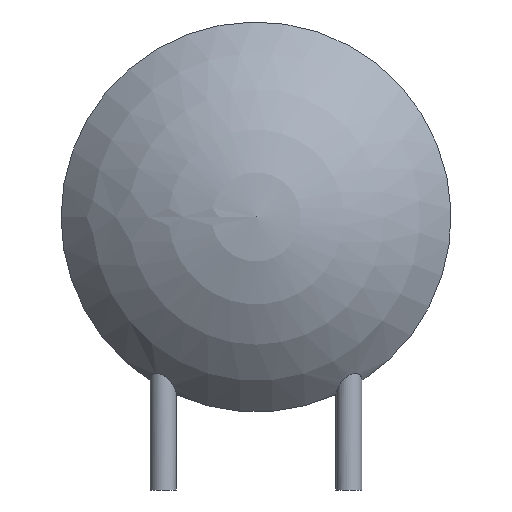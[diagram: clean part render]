
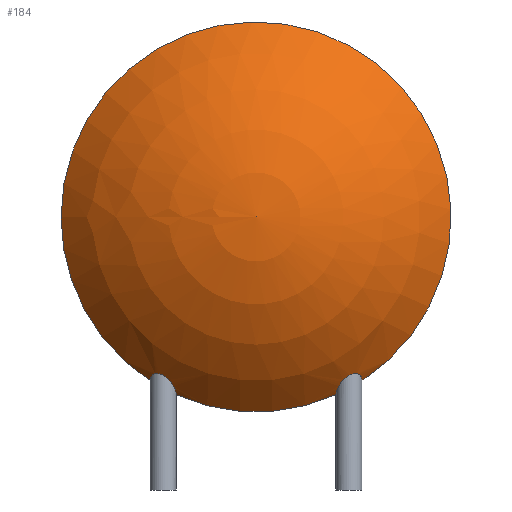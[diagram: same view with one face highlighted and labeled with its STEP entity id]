
A CAD part, front view. The second image highlights one B-rep face of the part: STEP entity #184.
In plain terms, the highlighted spherical face has radius 6.763 mm.
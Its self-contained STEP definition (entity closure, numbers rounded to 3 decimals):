
#51 = VERTEX_POINT('',#52);
#52 = CARTESIAN_POINT('',(-2.5,-0.35,1.083));
#58 = EDGE_CURVE('',#51,#59,#61,.T.);
#59 = VERTEX_POINT('',#60);
#60 = CARTESIAN_POINT('',(-2.15,0.,0.56));
#61 = B_SPLINE_CURVE_WITH_KNOTS('',7,(#62,#63,#64,#65,#66,#67,#68,#69,
#70,#71,#72,#73,#74,#75,#76,#77,#78,#79,#80,#81),.UNSPECIFIED.,.F.,
.F.,(8,6,6,8),(0.,0.248,0.628,1.),.UNSPECIFIED.);
#62 = CARTESIAN_POINT('',(-2.5,-0.35,1.083));
#63 = CARTESIAN_POINT('',(-2.476,-0.35,1.069)
);
#64 = CARTESIAN_POINT('',(-2.452,-0.348,1.053
));
#65 = CARTESIAN_POINT('',(-2.43,-0.344,1.037
));
#66 = CARTESIAN_POINT('',(-2.409,-0.339,1.02
));
#67 = CARTESIAN_POINT('',(-2.389,-0.333,1.002)
);
#68 = CARTESIAN_POINT('',(-2.37,-0.326,0.984
));
#69 = CARTESIAN_POINT('',(-2.324,-0.304,0.937
));
#70 = CARTESIAN_POINT('',(-2.299,-0.289,0.907
));
#71 = CARTESIAN_POINT('',(-2.275,-0.271,0.878
));
#72 = CARTESIAN_POINT('',(-2.254,-0.252,0.848)
);
#73 = CARTESIAN_POINT('',(-2.235,-0.231,0.818
));
#74 = CARTESIAN_POINT('',(-2.218,-0.209,0.787
));
#75 = CARTESIAN_POINT('',(-2.189,-0.163,0.728)
);
#76 = CARTESIAN_POINT('',(-2.177,-0.138,0.699
));
#77 = CARTESIAN_POINT('',(-2.166,-0.113,0.67)
);
#78 = CARTESIAN_POINT('',(-2.158,-0.086,
0.642));
#79 = CARTESIAN_POINT('',(-2.153,-0.058,
0.614));
#80 = CARTESIAN_POINT('',(-2.15,-0.03,0.587));
#81 = CARTESIAN_POINT('',(-2.15,0.,0.56));
#84 = VERTEX_POINT('',#85);
#85 = CARTESIAN_POINT('',(-2.85,0.,0.941));
#139 = EDGE_CURVE('',#84,#51,#140,.T.);
#140 = B_SPLINE_CURVE_WITH_KNOTS('',8,(#141,#142,#143,#144,#145,#146,
#147,#148,#149,#150,#151,#152,#153,#154,#155,#156,#157,#158,#159,
#160,#161,#162,#163,#164,#165,#166,#167,#168,#169,#170,#171,#172,
#173,#174,#175,#176,#177),.UNSPECIFIED.,.F.,.F.,(9,7,7,7,7,9),(0.,
0.258,0.437,0.691,0.836,1.),
.UNSPECIFIED.);
#141 = CARTESIAN_POINT('',(-2.85,0.,0.941));
#142 = CARTESIAN_POINT('',(-2.85,-0.013,0.953));
#143 = CARTESIAN_POINT('',(-2.849,-0.026,
0.966));
#144 = CARTESIAN_POINT('',(-2.848,-0.039,
0.978));
#145 = CARTESIAN_POINT('',(-2.847,-0.053,
0.99));
#146 = CARTESIAN_POINT('',(-2.844,-0.067,
1.003));
#147 = CARTESIAN_POINT('',(-2.841,-0.081,
1.015));
#148 = CARTESIAN_POINT('',(-2.837,-0.096,
1.027));
#149 = CARTESIAN_POINT('',(-2.829,-0.121,
1.047));
#150 = CARTESIAN_POINT('',(-2.825,-0.131,1.055
));
#151 = CARTESIAN_POINT('',(-2.82,-0.142,
1.063));
#152 = CARTESIAN_POINT('',(-2.816,-0.152,
1.07));
#153 = CARTESIAN_POINT('',(-2.81,-0.163,
1.078));
#154 = CARTESIAN_POINT('',(-2.805,-0.173,1.085
));
#155 = CARTESIAN_POINT('',(-2.799,-0.183,
1.091));
#156 = CARTESIAN_POINT('',(-2.782,-0.208,
1.106));
#157 = CARTESIAN_POINT('',(-2.771,-0.222,1.115
));
#158 = CARTESIAN_POINT('',(-2.759,-0.237,
1.122));
#159 = CARTESIAN_POINT('',(-2.745,-0.252,
1.129));
#160 = CARTESIAN_POINT('',(-2.728,-0.268,
1.135));
#161 = CARTESIAN_POINT('',(-2.71,-0.282,
1.139));
#162 = CARTESIAN_POINT('',(-2.689,-0.296,
1.14));
#163 = CARTESIAN_POINT('',(-2.655,-0.314,
1.138));
#164 = CARTESIAN_POINT('',(-2.643,-0.32,
1.137));
#165 = CARTESIAN_POINT('',(-2.631,-0.325,
1.135));
#166 = CARTESIAN_POINT('',(-2.62,-0.329,1.133
));
#167 = CARTESIAN_POINT('',(-2.609,-0.333,
1.13));
#168 = CARTESIAN_POINT('',(-2.599,-0.336,1.127
));
#169 = CARTESIAN_POINT('',(-2.589,-0.339,
1.124));
#170 = CARTESIAN_POINT('',(-2.568,-0.344,1.117)
);
#171 = CARTESIAN_POINT('',(-2.557,-0.346,
1.112));
#172 = CARTESIAN_POINT('',(-2.547,-0.347,
1.108));
#173 = CARTESIAN_POINT('',(-2.537,-0.348,
1.103));
#174 = CARTESIAN_POINT('',(-2.527,-0.349,
1.098));
#175 = CARTESIAN_POINT('',(-2.518,-0.35,
1.093));
#176 = CARTESIAN_POINT('',(-2.509,-0.35,
1.088));
#177 = CARTESIAN_POINT('',(-2.5,-0.35,1.083));
#184 = ADVANCED_FACE('',(#185),#280,.T.);
#185 = FACE_BOUND('',#186,.T.);
#186 = EDGE_LOOP('',(#187,#198,#205,#206,#207,#216,#272,#279));
#187 = ORIENTED_EDGE('',*,*,#188,.F.);
#188 = EDGE_CURVE('',#189,#191,#193,.T.);
#189 = VERTEX_POINT('',#190);
#190 = CARTESIAN_POINT('',(-5.25,0.,5.35));
#191 = VERTEX_POINT('',#192);
#192 = CARTESIAN_POINT('',(0.,-2.5,5.35));
#193 = CIRCLE('',#194,6.763);
#194 = AXIS2_PLACEMENT_3D('',#195,#196,#197);
#195 = CARTESIAN_POINT('',(0.,4.263,5.35));
#196 = DIRECTION('',(0.,0.,1.));
#197 = DIRECTION('',(-0.776,-0.63,0.));
#198 = ORIENTED_EDGE('',*,*,#199,.T.);
#199 = EDGE_CURVE('',#189,#84,#200,.T.);
#200 = CIRCLE('',#201,5.25);
#201 = AXIS2_PLACEMENT_3D('',#202,#203,#204);
#202 = CARTESIAN_POINT('',(0.,0.,5.35));
#203 = DIRECTION('',(0.,-1.,0.));
#204 = DIRECTION('',(-1.,0.,0.));
#205 = ORIENTED_EDGE('',*,*,#139,.T.);
#206 = ORIENTED_EDGE('',*,*,#58,.T.);
#207 = ORIENTED_EDGE('',*,*,#208,.T.);
#208 = EDGE_CURVE('',#59,#209,#211,.T.);
#209 = VERTEX_POINT('',#210);
#210 = CARTESIAN_POINT('',(2.15,0.,0.56));
#211 = CIRCLE('',#212,5.25);
#212 = AXIS2_PLACEMENT_3D('',#213,#214,#215);
#213 = CARTESIAN_POINT('',(0.,0.,5.35));
#214 = DIRECTION('',(0.,-1.,0.));
#215 = DIRECTION('',(-1.,0.,0.));
#216 = ORIENTED_EDGE('',*,*,#217,.T.);
#217 = EDGE_CURVE('',#209,#218,#220,.T.);
#218 = VERTEX_POINT('',#219);
#219 = CARTESIAN_POINT('',(2.85,0.,0.941));
#220 = B_SPLINE_CURVE_WITH_KNOTS('',8,(#221,#222,#223,#224,#225,#226,
#227,#228,#229,#230,#231,#232,#233,#234,#235,#236,#237,#238,#239,
#240,#241,#242,#243,#244,#245,#246,#247,#248,#249,#250,#251,#252,
#253,#254,#255,#256,#257,#258,#259,#260,#261,#262,#263,#264,#265,
#266,#267,#268,#269,#270,#271),.UNSPECIFIED.,.F.,.F.,(9,7,7,7,7,7,7,
9),(0.,0.198,0.391,0.548,0.684,
0.747,0.865,1.),.UNSPECIFIED.);
#221 = CARTESIAN_POINT('',(2.15,0.,0.56));
#222 = CARTESIAN_POINT('',(2.15,-0.02,0.578));
#223 = CARTESIAN_POINT('',(2.151,-0.04,
0.597));
#224 = CARTESIAN_POINT('',(2.154,-0.059,
0.615));
#225 = CARTESIAN_POINT('',(2.158,-0.078,
0.634));
#226 = CARTESIAN_POINT('',(2.163,-0.097,
0.654));
#227 = CARTESIAN_POINT('',(2.169,-0.115,0.674)
);
#228 = CARTESIAN_POINT('',(2.176,-0.133,0.694
));
#229 = CARTESIAN_POINT('',(2.192,-0.168,0.735
));
#230 = CARTESIAN_POINT('',(2.202,-0.185,0.756)
);
#231 = CARTESIAN_POINT('',(2.212,-0.201,0.776)
);
#232 = CARTESIAN_POINT('',(2.224,-0.217,0.798)
);
#233 = CARTESIAN_POINT('',(2.236,-0.232,0.819
));
#234 = CARTESIAN_POINT('',(2.251,-0.247,0.841
));
#235 = CARTESIAN_POINT('',(2.266,-0.261,0.863
));
#236 = CARTESIAN_POINT('',(2.297,-0.286,0.903
));
#237 = CARTESIAN_POINT('',(2.312,-0.296,0.922
));
#238 = CARTESIAN_POINT('',(2.327,-0.306,0.94)
);
#239 = CARTESIAN_POINT('',(2.344,-0.315,0.959
));
#240 = CARTESIAN_POINT('',(2.363,-0.323,0.977)
);
#241 = CARTESIAN_POINT('',(2.383,-0.331,0.996
));
#242 = CARTESIAN_POINT('',(2.404,-0.337,1.015)
);
#243 = CARTESIAN_POINT('',(2.448,-0.347,1.049
));
#244 = CARTESIAN_POINT('',(2.47,-0.35,1.066
));
#245 = CARTESIAN_POINT('',(2.494,-0.352,1.081
));
#246 = CARTESIAN_POINT('',(2.52,-0.352,1.096
));
#247 = CARTESIAN_POINT('',(2.547,-0.349,1.11)
);
#248 = CARTESIAN_POINT('',(2.575,-0.344,1.121
));
#249 = CARTESIAN_POINT('',(2.603,-0.336,1.129
));
#250 = CARTESIAN_POINT('',(2.643,-0.32,1.137
));
#251 = CARTESIAN_POINT('',(2.655,-0.314,1.139
));
#252 = CARTESIAN_POINT('',(2.667,-0.308,1.14
));
#253 = CARTESIAN_POINT('',(2.679,-0.301,1.14)
);
#254 = CARTESIAN_POINT('',(2.691,-0.294,1.139
));
#255 = CARTESIAN_POINT('',(2.702,-0.286,1.138
));
#256 = CARTESIAN_POINT('',(2.713,-0.278,1.136
));
#257 = CARTESIAN_POINT('',(2.744,-0.253,1.129
));
#258 = CARTESIAN_POINT('',(2.76,-0.236,1.122
));
#259 = CARTESIAN_POINT('',(2.774,-0.22,1.114
));
#260 = CARTESIAN_POINT('',(2.786,-0.204,1.105
));
#261 = CARTESIAN_POINT('',(2.797,-0.187,1.095
));
#262 = CARTESIAN_POINT('',(2.806,-0.171,1.084)
);
#263 = CARTESIAN_POINT('',(2.814,-0.156,1.073
));
#264 = CARTESIAN_POINT('',(2.829,-0.122,1.048
));
#265 = CARTESIAN_POINT('',(2.835,-0.104,1.034
));
#266 = CARTESIAN_POINT('',(2.84,-0.086,
1.019));
#267 = CARTESIAN_POINT('',(2.844,-0.069,
1.004));
#268 = CARTESIAN_POINT('',(2.847,-0.051,
0.989));
#269 = CARTESIAN_POINT('',(2.849,-0.034,
0.973));
#270 = CARTESIAN_POINT('',(2.85,-0.017,0.957));
#271 = CARTESIAN_POINT('',(2.85,0.,0.941));
#272 = ORIENTED_EDGE('',*,*,#273,.T.);
#273 = EDGE_CURVE('',#218,#189,#274,.T.);
#274 = CIRCLE('',#275,5.25);
#275 = AXIS2_PLACEMENT_3D('',#276,#277,#278);
#276 = CARTESIAN_POINT('',(0.,0.,5.35));
#277 = DIRECTION('',(0.,-1.,0.));
#278 = DIRECTION('',(-1.,0.,0.));
#279 = ORIENTED_EDGE('',*,*,#188,.T.);
#280 = SPHERICAL_SURFACE('',#281,6.763);
#281 = AXIS2_PLACEMENT_3D('',#282,#283,#284);
#282 = CARTESIAN_POINT('',(0.,4.263,5.35));
#283 = DIRECTION('',(0.,-1.,0.));
#284 = DIRECTION('',(-1.,0.,0.));
